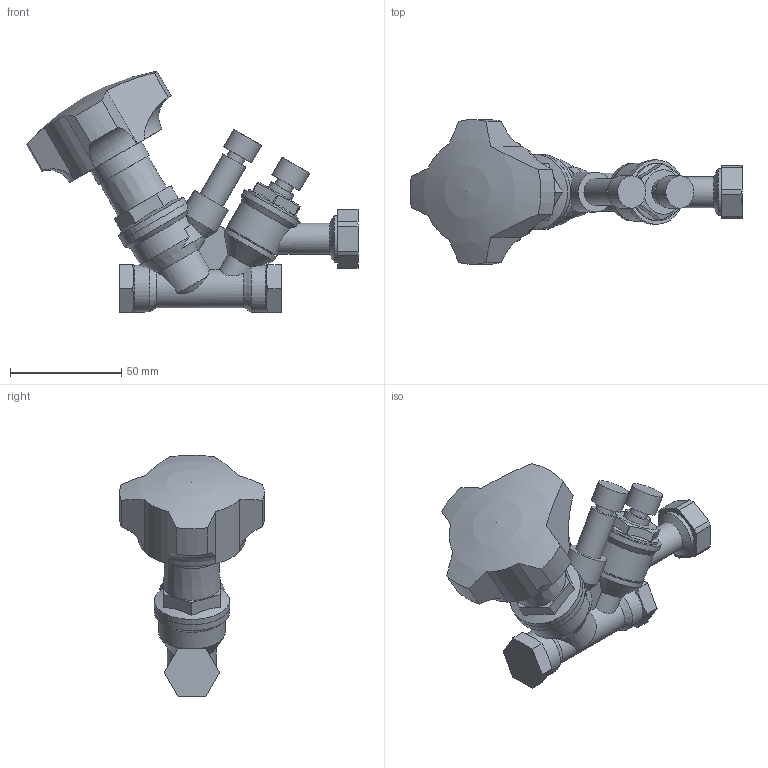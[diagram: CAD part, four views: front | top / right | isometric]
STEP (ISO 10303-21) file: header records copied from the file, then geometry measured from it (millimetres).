
FILE_DESCRIPTION(/* description */ ('Unknown'),/* implementation_level */ '2;1');
FILE_NAME(/* name */ 'DN10Drain',/* time_stamp */ '2018-01-17T14:16:33+01:00',/* author */ ('Unknown'),/* organization */ ('Unknown'),/* preprocessor_version */ 'ST-DEVELOPER v16.7',/* originating_system */ 'DEX',/* authorisation */ $);
FILE_SCHEMA (('AUTOMOTIVE_DESIGN {1 0 10303 214 3 1 1}'));
Length unit declared in the file: millimetre
Products named in the file (1): DN10Drain
Bounding box: 149.21 x 64.91 x 108.51 mm (x, y, z)
Volume: 158507.8 mm3; surface area: 29659.9 mm2
Topology: 1 solids, 1 shells, 136 faces, 357 edges, 236 vertices
Faces by surface type: plane 65, cylinder 47, cone 19, torus 4, sphere 1
Full cylindrical faces by diameter (mm): 8.2 x2, 11.935 x2, 14 x1, 14.5 x2, 18 x1, 19 x1, 20.955 x1, 21 x2, 25.8 x1, 26 x2, 26.5 x1, 29 x1, 34 x1
Entity records: 6967 total; most frequent: CARTESIAN_POINT 3896, ORIENTED_EDGE 612, DIRECTION 612, EDGE_CURVE 306, AXIS2_PLACEMENT_3D 253, VERTEX_POINT 214, EDGE_LOOP 178, FACE_BOUND 178
